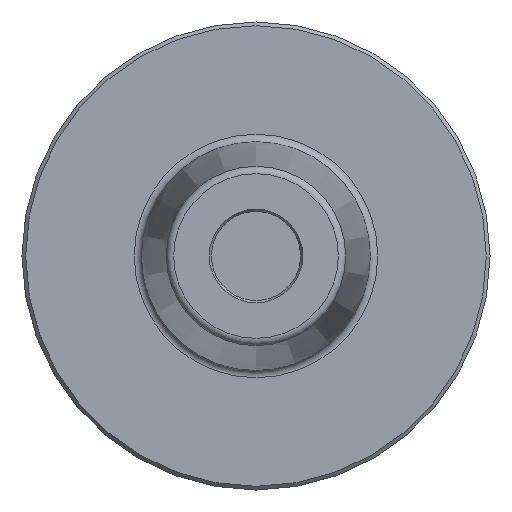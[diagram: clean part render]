
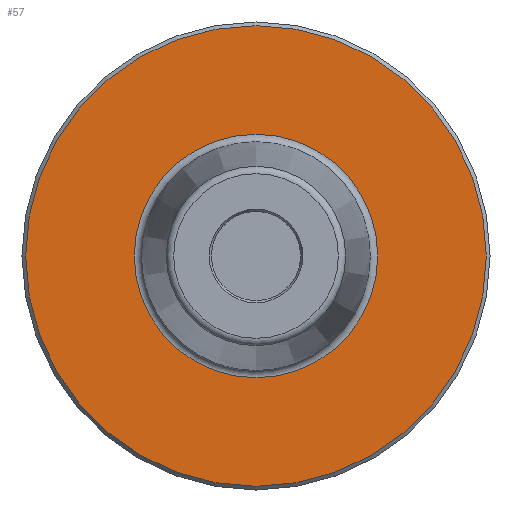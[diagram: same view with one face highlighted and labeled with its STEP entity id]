
A CAD part, left-side view. The second image highlights one B-rep face of the part: STEP entity #57.
In plain terms, the highlighted planar face has unit normal (-1, 0, 0).
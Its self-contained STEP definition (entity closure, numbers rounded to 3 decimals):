
#57 = ADVANCED_FACE( '', ( #124, #125 ), #126, .T. );
#124 = FACE_BOUND( '', #201, .T. );
#125 = FACE_OUTER_BOUND( '', #202, .T. );
#126 = PLANE( '', #203 );
#201 = EDGE_LOOP( '', ( #525 ) );
#202 = EDGE_LOOP( '', ( #526 ) );
#203 = AXIS2_PLACEMENT_3D( '', #527, #528, #529 );
#525 = ORIENTED_EDGE( '', *, *, #617, .T. );
#526 = ORIENTED_EDGE( '', *, *, #615, .T. );
#527 = CARTESIAN_POINT( '', ( -11., 0., 15.463 ) );
#528 = DIRECTION( '', ( -1., 0., 0. ) );
#529 = DIRECTION( '', ( 0., 0., 1. ) );
#615 = EDGE_CURVE( '', #667, #667, #668, .T. );
#617 = EDGE_CURVE( '', #670, #670, #671, .F. );
#667 = VERTEX_POINT( '', #740 );
#668 = CIRCLE( '', #741, 31. );
#670 = VERTEX_POINT( '', #743 );
#671 = CIRCLE( '', #744, 16.387 );
#740 = CARTESIAN_POINT( '', ( -11., 0., 31. ) );
#741 = AXIS2_PLACEMENT_3D( '', #1061, #1062, #1063 );
#743 = CARTESIAN_POINT( '', ( -11., 0., 16.387 ) );
#744 = AXIS2_PLACEMENT_3D( '', #1064, #1065, #1066 );
#1061 = CARTESIAN_POINT( '', ( -11., 0., 0. ) );
#1062 = DIRECTION( '', ( -1., 0., 0. ) );
#1063 = DIRECTION( '', ( 0., 0., 1. ) );
#1064 = CARTESIAN_POINT( '', ( -11., 0., 0. ) );
#1065 = DIRECTION( '', ( -1., 0., 0. ) );
#1066 = DIRECTION( '', ( 0., 0., 1. ) );
